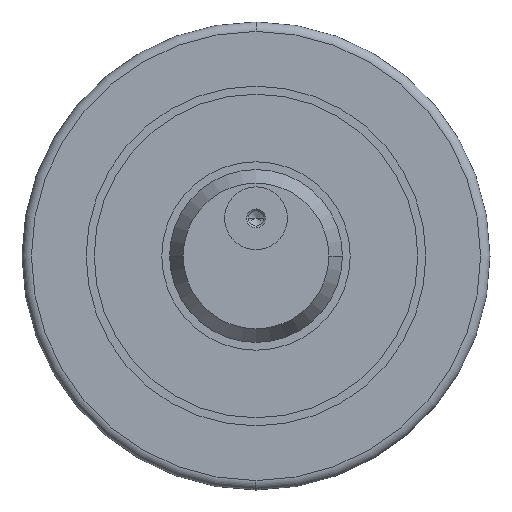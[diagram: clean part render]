
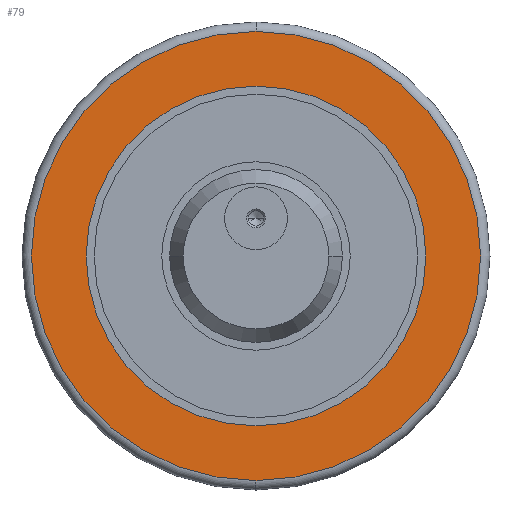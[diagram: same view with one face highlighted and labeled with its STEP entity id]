
A CAD part, left-side view. The second image highlights one B-rep face of the part: STEP entity #79.
In plain terms, the highlighted planar face has unit normal (-1, 0, 0).
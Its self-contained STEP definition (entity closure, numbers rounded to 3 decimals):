
#79=ADVANCED_FACE('',(#167,#168),#169,.T.);
#167=FACE_BOUND('',#278,.T.);
#168=FACE_OUTER_BOUND('',#279,.T.);
#169=PLANE('',#280);
#278=EDGE_LOOP('',(#573,#574));
#279=EDGE_LOOP('',(#575,#576,#577));
#280=AXIS2_PLACEMENT_3D('',#578,#579,#580);
#573=ORIENTED_EDGE('',*,*,#802,.T.);
#574=ORIENTED_EDGE('',*,*,#761,.T.);
#575=ORIENTED_EDGE('',*,*,#738,.T.);
#576=ORIENTED_EDGE('',*,*,#807,.T.);
#577=ORIENTED_EDGE('',*,*,#739,.T.);
#578=CARTESIAN_POINT('',(8.0,35.75,0.));
#579=DIRECTION('',(-1.0,0.,0.));
#580=DIRECTION('',(0.,1.0,0.));
#738=EDGE_CURVE('',#884,#882,#885,.T.);
#739=EDGE_CURVE('',#876,#884,#886,.T.);
#761=EDGE_CURVE('',#921,#925,#927,.T.);
#802=EDGE_CURVE('',#925,#921,#994,.T.);
#807=EDGE_CURVE('',#882,#876,#999,.T.);
#876=VERTEX_POINT('',#1084);
#882=VERTEX_POINT('',#1090);
#884=VERTEX_POINT('',#1092);
#885=CIRCLE('',#1093,71.5);
#886=CIRCLE('',#1094,71.5);
#921=VERTEX_POINT('',#1135);
#925=VERTEX_POINT('',#1140);
#927=CIRCLE('',#1143,54.075);
#994=CIRCLE('',#1415,54.075);
#999=CIRCLE('',#1420,71.5);
#1084=CARTESIAN_POINT('',(8.,0.,71.5));
#1090=CARTESIAN_POINT('',(8.0,0.,-71.5));
#1092=CARTESIAN_POINT('',(8.,71.5,0.));
#1093=AXIS2_PLACEMENT_3D('',#1501,#1502,#1503);
#1094=AXIS2_PLACEMENT_3D('',#1504,#1505,#1506);
#1135=CARTESIAN_POINT('',(8.,0.,-54.075));
#1140=CARTESIAN_POINT('',(8.0,0.,54.075));
#1143=AXIS2_PLACEMENT_3D('',#1554,#1555,#1556);
#1415=AXIS2_PLACEMENT_3D('',#1611,#1612,#1613);
#1420=AXIS2_PLACEMENT_3D('',#1626,#1627,#1628);
#1501=CARTESIAN_POINT('',(8.,0.0,0.));
#1502=DIRECTION('',(-1.0,0.0,0.));
#1503=DIRECTION('',(0.0,1.0,0.0));
#1504=CARTESIAN_POINT('',(8.,0.0,0.));
#1505=DIRECTION('',(-1.0,0.0,0.));
#1506=DIRECTION('',(0.0,1.0,0.0));
#1554=CARTESIAN_POINT('',(8.0,0.0,0.0));
#1555=DIRECTION('',(1.0,0.,0.));
#1556=DIRECTION('',(0.,0.,-1.0));
#1611=CARTESIAN_POINT('',(8.0,0.0,0.0));
#1612=DIRECTION('',(1.0,0.,0.));
#1613=DIRECTION('',(0.,0.,-1.0));
#1626=CARTESIAN_POINT('',(8.,0.0,0.));
#1627=DIRECTION('',(-1.0,0.0,0.));
#1628=DIRECTION('',(0.0,1.0,0.0));
